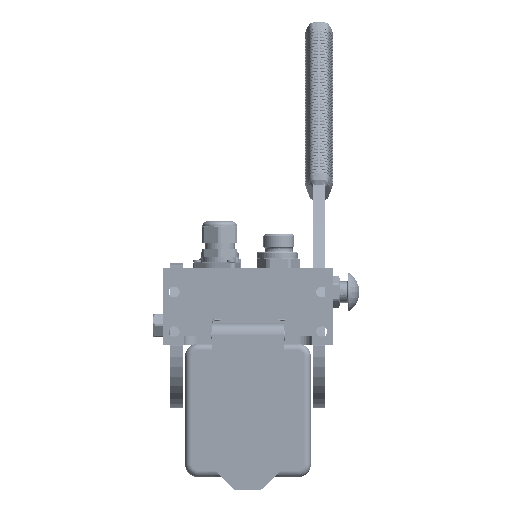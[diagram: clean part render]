
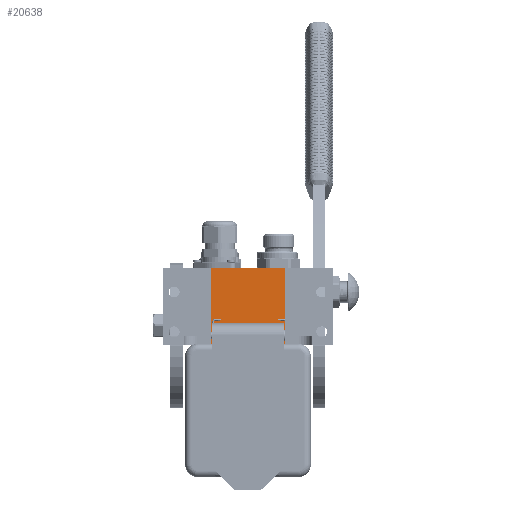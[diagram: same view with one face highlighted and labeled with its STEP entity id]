
A CAD part, left-side view. The second image highlights one B-rep face of the part: STEP entity #20638.
In plain terms, the highlighted face is planar.
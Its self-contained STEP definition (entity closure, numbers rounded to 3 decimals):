
#5324 = VERTEX_POINT ( 'NONE', #97999 ) ;
#7270 = EDGE_CURVE ( 'NONE', #184409, #82405, #54815, .T. ) ;
#7491 = VECTOR ( 'NONE', #115305, 1000. ) ;
#10797 = VECTOR ( 'NONE', #88790, 1000. ) ;
#18439 = LINE ( 'NONE', #126313, #188709 ) ;
#19781 = CARTESIAN_POINT ( 'NONE',  ( -29., 60.2, -107.5 ) ) ;
#20638 = ADVANCED_FACE ( 'NONE', ( #38544 ), #44075, .T. ) ;
#27484 = DIRECTION ( 'NONE',  ( 0., 1., 0. ) ) ;
#28146 = DIRECTION ( 'NONE',  ( -1., 0., 0. ) ) ;
#28460 = EDGE_CURVE ( 'NONE', #158996, #184409, #18439, .T. ) ;
#38544 = FACE_OUTER_BOUND ( 'NONE', #125228, .T. ) ;
#42253 = ORIENTED_EDGE ( 'NONE', *, *, #28460, .F. ) ;
#44075 = PLANE ( 'NONE',  #109654 ) ;
#54815 = LINE ( 'NONE', #57790, #10797 ) ;
#57790 = CARTESIAN_POINT ( 'NONE',  ( 29., 60.2, -107.5 ) ) ;
#75824 = CARTESIAN_POINT ( 'NONE',  ( 29., 0., -107.5 ) ) ;
#82405 = VERTEX_POINT ( 'NONE', #19781 ) ;
#84658 = ORIENTED_EDGE ( 'NONE', *, *, #133273, .T. ) ;
#88790 = DIRECTION ( 'NONE',  ( -1., 0., 0. ) ) ;
#96133 = CARTESIAN_POINT ( 'NONE',  ( 29., 0., -107.5 ) ) ;
#97999 = CARTESIAN_POINT ( 'NONE',  ( -29., 0., -107.5 ) ) ;
#99365 = CARTESIAN_POINT ( 'NONE',  ( -29., 0., -107.5 ) ) ;
#99923 = CARTESIAN_POINT ( 'NONE',  ( 29., 60.2, -107.5 ) ) ;
#109654 = AXIS2_PLACEMENT_3D ( 'NONE', #75824, #141386, #28146 ) ;
#115305 = DIRECTION ( 'NONE',  ( 0., 1., 0. ) ) ;
#115898 = EDGE_CURVE ( 'NONE', #158996, #5324, #204865, .T. ) ;
#125228 = EDGE_LOOP ( 'NONE', ( #84658, #205961, #42253, #176485 ) ) ;
#126313 = CARTESIAN_POINT ( 'NONE',  ( 29., 0., -107.5 ) ) ;
#131542 = LINE ( 'NONE', #99365, #7491 ) ;
#133273 = EDGE_CURVE ( 'NONE', #5324, #82405, #131542, .T. ) ;
#141386 = DIRECTION ( 'NONE',  ( 0., 0., -1. ) ) ;
#145504 = VECTOR ( 'NONE', #180089, 1000. ) ;
#158996 = VERTEX_POINT ( 'NONE', #96133 ) ;
#176485 = ORIENTED_EDGE ( 'NONE', *, *, #115898, .T. ) ;
#180089 = DIRECTION ( 'NONE',  ( -1., 0., 0. ) ) ;
#184409 = VERTEX_POINT ( 'NONE', #99923 ) ;
#188709 = VECTOR ( 'NONE', #27484, 1000. ) ;
#204865 = LINE ( 'NONE', #213936, #145504 ) ;
#205961 = ORIENTED_EDGE ( 'NONE', *, *, #7270, .F. ) ;
#213936 = CARTESIAN_POINT ( 'NONE',  ( 29., 0., -107.5 ) ) ;
